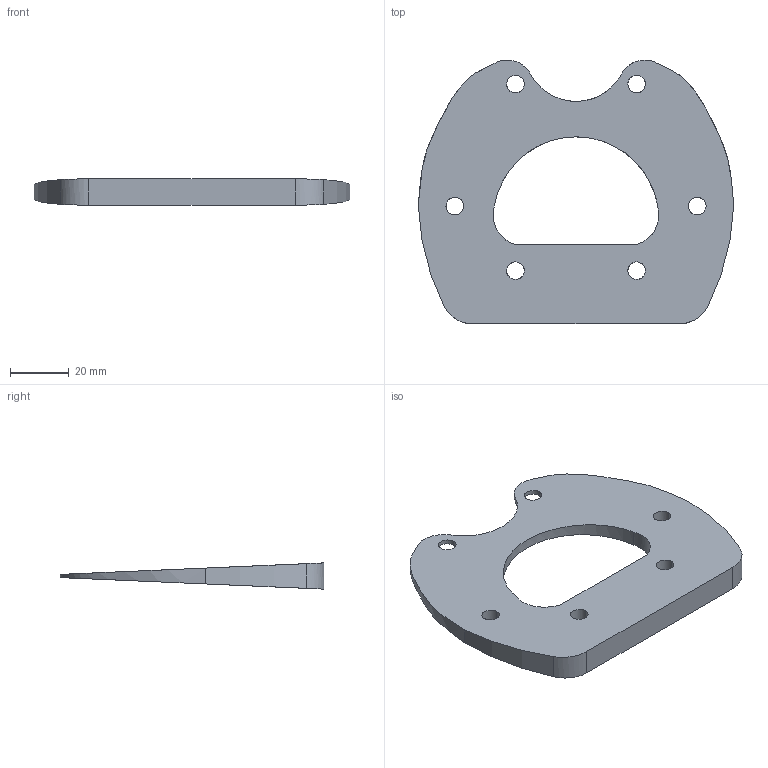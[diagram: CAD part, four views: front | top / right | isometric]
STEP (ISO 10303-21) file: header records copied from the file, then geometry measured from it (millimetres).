
FILE_DESCRIPTION (( 'STEP AP214' ), '1' );
FILE_NAME ('Matrix 2 -5 degree riser Improved.STEP', '2022-12-01T02:07:21', ( '' ), ( '' ), 'SwSTEP 2.0', 'SolidWorks 2016', '' );
FILE_SCHEMA (( 'AUTOMOTIVE_DESIGN' ));
Length unit declared in the file: millimetre
Products named in the file (1): Matrix 2 -5 degree riser Improved
Bounding box: 107.36 x 89.78 x 8.92 mm (x, y, z)
Volume: 33699.1 mm3; surface area: 15766.7 mm2
Topology: 1 solids, 1 shells, 29 faces, 81 edges, 54 vertices
Faces by surface type: cylinder 23, plane 4, bspline 2
Entity records: 1121 total; most frequent: CARTESIAN_POINT 461, ORIENTED_EDGE 162, DIRECTION 87, EDGE_CURVE 81, VERTEX_POINT 54, EDGE_LOOP 43, VECTOR 31, LINE 31
